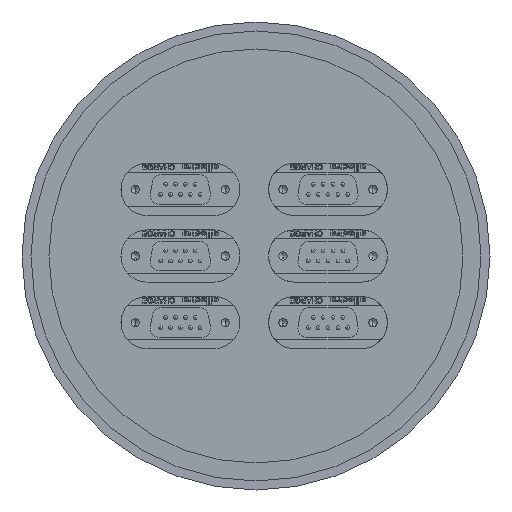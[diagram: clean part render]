
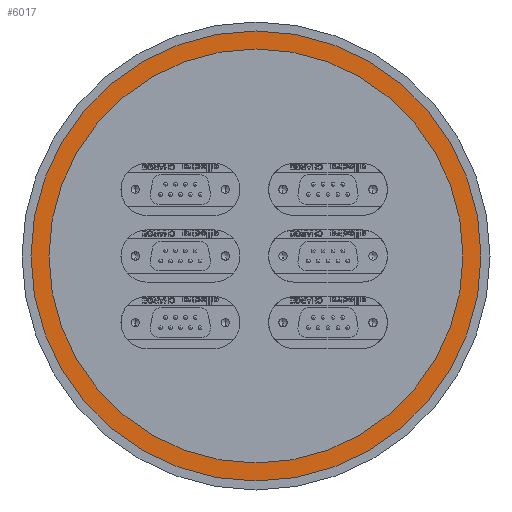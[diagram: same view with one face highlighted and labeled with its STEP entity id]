
A CAD part, front view. The second image highlights one B-rep face of the part: STEP entity #6017.
In plain terms, the highlighted planar face has unit normal (0, -1, 0).
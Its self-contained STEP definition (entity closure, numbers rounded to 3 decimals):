
#339 = ORIENTED_EDGE ( 'NONE', *, *, #1503, .F. ) ;
#485 = CARTESIAN_POINT ( 'NONE',  ( 0., -10., -57.5 ) ) ;
#502 = AXIS2_PLACEMENT_3D ( 'NONE', #10371, #9477, #10435 ) ;
#627 = ORIENTED_EDGE ( 'NONE', *, *, #9685, .T. ) ;
#872 = DIRECTION ( 'NONE',  ( 0., -1., 0. ) ) ;
#985 = CARTESIAN_POINT ( 'NONE',  ( 0., -10., 0. ) ) ;
#1024 = CIRCLE ( 'NONE', #5581, 62.5 ) ;
#1338 = CARTESIAN_POINT ( 'NONE',  ( 0., -10., -62.5 ) ) ;
#1503 = EDGE_CURVE ( 'NONE', #2452, #5780, #11547, .T. ) ;
#1676 = DIRECTION ( 'NONE',  ( 0., -1., 0. ) ) ;
#2092 = AXIS2_PLACEMENT_3D ( 'NONE', #4919, #3073, #8386 ) ;
#2452 = VERTEX_POINT ( 'NONE', #485 ) ;
#2605 = CARTESIAN_POINT ( 'NONE',  ( 0., -10., 62.5 ) ) ;
#2615 = DIRECTION ( 'NONE',  ( 0., -1., 0. ) ) ;
#2646 = AXIS2_PLACEMENT_3D ( 'NONE', #5393, #2615, #9159 ) ;
#3073 = DIRECTION ( 'NONE',  ( 0., -1., 0. ) ) ;
#3088 = FACE_OUTER_BOUND ( 'NONE', #4260, .T. ) ;
#3336 = EDGE_CURVE ( 'NONE', #3597, #3375, #1024, .T. ) ;
#3375 = VERTEX_POINT ( 'NONE', #2605 ) ;
#3597 = VERTEX_POINT ( 'NONE', #1338 ) ;
#3986 = CIRCLE ( 'NONE', #2092, 57.5 ) ;
#4099 = PLANE ( 'NONE',  #502 ) ;
#4260 = EDGE_LOOP ( 'NONE', ( #5801, #627 ) ) ;
#4919 = CARTESIAN_POINT ( 'NONE',  ( 0., -10., 0. ) ) ;
#5393 = CARTESIAN_POINT ( 'NONE',  ( 0., -10., 0. ) ) ;
#5581 = AXIS2_PLACEMENT_3D ( 'NONE', #985, #872, #8975 ) ;
#5780 = VERTEX_POINT ( 'NONE', #7276 ) ;
#5801 = ORIENTED_EDGE ( 'NONE', *, *, #3336, .T. ) ;
#6017 = ADVANCED_FACE ( 'NONE', ( #3088, #6722 ), #4099, .T. ) ;
#6588 = AXIS2_PLACEMENT_3D ( 'NONE', #9842, #1676, #8941 ) ;
#6722 = FACE_BOUND ( 'NONE', #8838, .T. ) ;
#7276 = CARTESIAN_POINT ( 'NONE',  ( 0., -10., 57.5 ) ) ;
#8386 = DIRECTION ( 'NONE',  ( 0., 0., -1. ) ) ;
#8540 = ORIENTED_EDGE ( 'NONE', *, *, #10681, .F. ) ;
#8838 = EDGE_LOOP ( 'NONE', ( #339, #8540 ) ) ;
#8941 = DIRECTION ( 'NONE',  ( 0., 0., -1. ) ) ;
#8975 = DIRECTION ( 'NONE',  ( 0., 0., -1. ) ) ;
#9159 = DIRECTION ( 'NONE',  ( 0., 0., -1. ) ) ;
#9477 = DIRECTION ( 'NONE',  ( 0., -1., 0. ) ) ;
#9685 = EDGE_CURVE ( 'NONE', #3375, #3597, #11596, .T. ) ;
#9842 = CARTESIAN_POINT ( 'NONE',  ( 0., -10., 0. ) ) ;
#10371 = CARTESIAN_POINT ( 'NONE',  ( 0., -10., -62.5 ) ) ;
#10435 = DIRECTION ( 'NONE',  ( 0., 0., -1. ) ) ;
#10681 = EDGE_CURVE ( 'NONE', #5780, #2452, #3986, .T. ) ;
#11547 = CIRCLE ( 'NONE', #6588, 57.5 ) ;
#11596 = CIRCLE ( 'NONE', #2646, 62.5 ) ;
